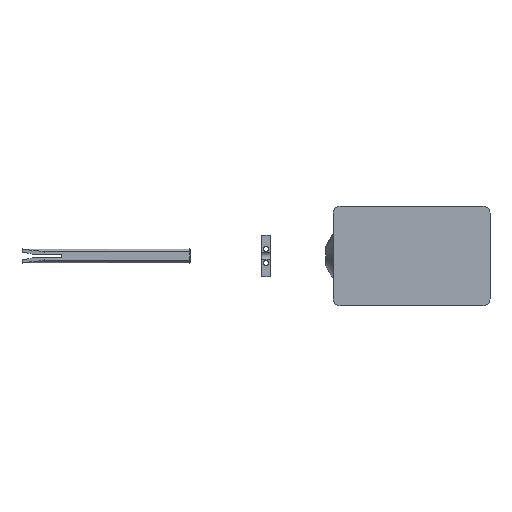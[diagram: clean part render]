
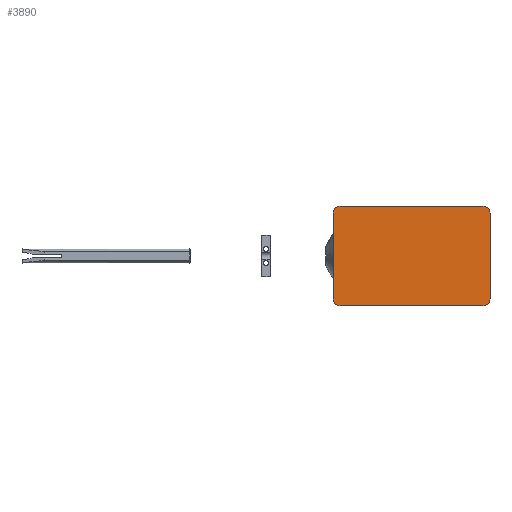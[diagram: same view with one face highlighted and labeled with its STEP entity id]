
A CAD part, front view. The second image highlights one B-rep face of the part: STEP entity #3890.
In plain terms, the highlighted planar face has unit normal (0, -1, 0).
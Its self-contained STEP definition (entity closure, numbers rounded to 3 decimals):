
#205=CIRCLE('',#4235,5.);
#206=CIRCLE('',#4238,5.);
#207=CIRCLE('',#4241,5.);
#208=CIRCLE('',#4244,5.);
#489=FACE_OUTER_BOUND('',#757,.T.);
#757=EDGE_LOOP('',(#3187,#3188,#3189,#3190,#3191,#3192,#3193,#3194));
#1102=LINE('',#6256,#1468);
#1105=LINE('',#6264,#1471);
#1108=LINE('',#6272,#1474);
#1111=LINE('',#6279,#1477);
#1468=VECTOR('',#5092,10.);
#1471=VECTOR('',#5101,10.);
#1474=VECTOR('',#5110,10.);
#1477=VECTOR('',#5119,10.);
#1834=VERTEX_POINT('',#6249);
#1835=VERTEX_POINT('',#6250);
#1836=VERTEX_POINT('',#6255);
#1837=VERTEX_POINT('',#6259);
#1838=VERTEX_POINT('',#6263);
#1839=VERTEX_POINT('',#6267);
#1840=VERTEX_POINT('',#6271);
#1841=VERTEX_POINT('',#6275);
#2298=EDGE_CURVE('',#1834,#1835,#205,.T.);
#2301=EDGE_CURVE('',#1836,#1834,#1102,.T.);
#2303=EDGE_CURVE('',#1837,#1836,#206,.T.);
#2305=EDGE_CURVE('',#1838,#1837,#1105,.T.);
#2307=EDGE_CURVE('',#1839,#1838,#207,.T.);
#2309=EDGE_CURVE('',#1840,#1839,#1108,.T.);
#2311=EDGE_CURVE('',#1841,#1840,#208,.T.);
#2313=EDGE_CURVE('',#1835,#1841,#1111,.T.);
#3187=ORIENTED_EDGE('',*,*,#2313,.F.);
#3188=ORIENTED_EDGE('',*,*,#2298,.F.);
#3189=ORIENTED_EDGE('',*,*,#2301,.F.);
#3190=ORIENTED_EDGE('',*,*,#2303,.F.);
#3191=ORIENTED_EDGE('',*,*,#2305,.F.);
#3192=ORIENTED_EDGE('',*,*,#2307,.F.);
#3193=ORIENTED_EDGE('',*,*,#2309,.F.);
#3194=ORIENTED_EDGE('',*,*,#2311,.F.);
#3699=PLANE('',#4247);
#3890=ADVANCED_FACE('',(#489),#3699,.F.);
#4235=AXIS2_PLACEMENT_3D('',#6251,#5086,#5087);
#4238=AXIS2_PLACEMENT_3D('',#6260,#5096,#5097);
#4241=AXIS2_PLACEMENT_3D('',#6268,#5105,#5106);
#4244=AXIS2_PLACEMENT_3D('',#6276,#5114,#5115);
#4247=AXIS2_PLACEMENT_3D('',#6281,#5122,#5123);
#5086=DIRECTION('center_axis',(0.,1.,0.));
#5087=DIRECTION('ref_axis',(-1.,0.,0.));
#5092=DIRECTION('',(0.,0.,1.));
#5096=DIRECTION('center_axis',(0.,1.,0.));
#5097=DIRECTION('ref_axis',(0.,0.,-1.));
#5101=DIRECTION('',(-1.,0.,0.));
#5105=DIRECTION('center_axis',(0.,1.,0.));
#5106=DIRECTION('ref_axis',(1.,0.,0.));
#5110=DIRECTION('',(0.,0.,-1.));
#5114=DIRECTION('center_axis',(0.,1.,0.));
#5115=DIRECTION('ref_axis',(0.,0.,1.));
#5119=DIRECTION('',(1.,0.,0.));
#5122=DIRECTION('center_axis',(0.,1.,0.));
#5123=DIRECTION('ref_axis',(0.,0.,1.));
#6249=CARTESIAN_POINT('',(-110.,0.,-5.));
#6250=CARTESIAN_POINT('',(-105.,0.,0.));
#6251=CARTESIAN_POINT('Origin',(-105.,0.,-5.));
#6255=CARTESIAN_POINT('',(-110.,0.,-65.));
#6256=CARTESIAN_POINT('',(-110.,0.,-65.));
#6259=CARTESIAN_POINT('',(-105.,0.,-70.));
#6260=CARTESIAN_POINT('Origin',(-105.,0.,-65.));
#6263=CARTESIAN_POINT('',(-5.,0.,-70.));
#6264=CARTESIAN_POINT('',(-5.,0.,-70.));
#6267=CARTESIAN_POINT('',(0.,0.,-65.));
#6268=CARTESIAN_POINT('Origin',(-5.,0.,-65.));
#6271=CARTESIAN_POINT('',(0.,0.,-5.));
#6272=CARTESIAN_POINT('',(0.,0.,-5.));
#6275=CARTESIAN_POINT('',(-5.,0.,0.));
#6276=CARTESIAN_POINT('Origin',(-5.,0.,-5.));
#6279=CARTESIAN_POINT('',(-105.,0.,0.));
#6281=CARTESIAN_POINT('Origin',(-55.,0.,-35.));
